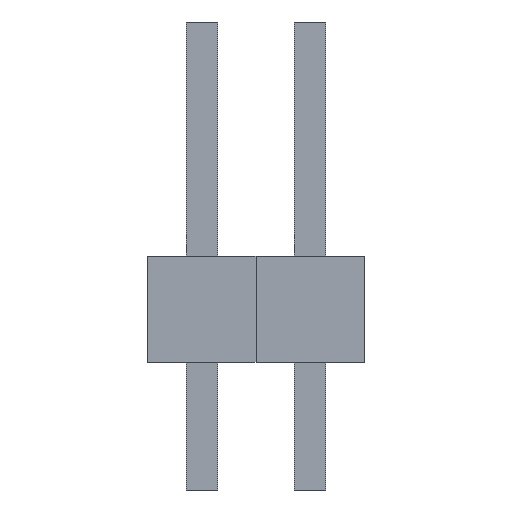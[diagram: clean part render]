
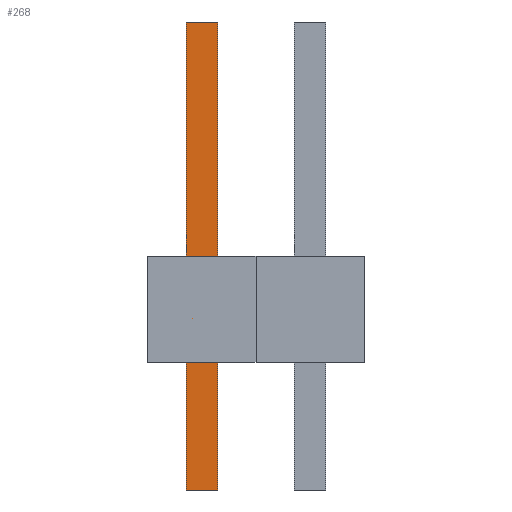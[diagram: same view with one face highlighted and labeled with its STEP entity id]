
A CAD part, front view. The second image highlights one B-rep face of the part: STEP entity #268.
In plain terms, the highlighted planar face has unit normal (0, -1, 0).
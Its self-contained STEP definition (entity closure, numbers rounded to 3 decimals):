
#13=DIRECTION('',(0.,0.,1.));
#14=DIRECTION('',(1.,0.,0.));
#109=VECTOR('',#13,1.);
#116=DIRECTION('',(0.,1.,0.));
#158=VECTOR('',#14,1.);
#222=EDGE_CURVE('',#223,#225,#227,.T.);
#223=VERTEX_POINT('',#224);
#224=CARTESIAN_POINT('',(-0.371,-0.371,-3.));
#225=VERTEX_POINT('',#226);
#226=CARTESIAN_POINT('',(-0.371,-0.371,8.));
#227=LINE('',#224,#109);
#246=ORIENTED_EDGE('',*,*,#247,.F.);
#247=EDGE_CURVE('',#248,#250,#252,.T.);
#248=VERTEX_POINT('',#249);
#249=CARTESIAN_POINT('',(0.371,-0.371,-3.));
#250=VERTEX_POINT('',#251);
#251=CARTESIAN_POINT('',(0.371,-0.371,8.));
#252=LINE('',#249,#109);
#268=ADVANCED_FACE('',(#269),#278,.F.);
#269=FACE_BOUND('',#270,.F.);
#270=EDGE_LOOP('',(#271,#274,#275,#246));
#271=ORIENTED_EDGE('',*,*,#272,.F.);
#272=EDGE_CURVE('',#223,#248,#273,.T.);
#273=LINE('',#224,#158);
#274=ORIENTED_EDGE('',*,*,#222,.T.);
#275=ORIENTED_EDGE('',*,*,#276,.T.);
#276=EDGE_CURVE('',#225,#250,#277,.T.);
#277=LINE('',#226,#158);
#278=PLANE('',#279);
#279=AXIS2_PLACEMENT_3D('',#224,#116,#13);
